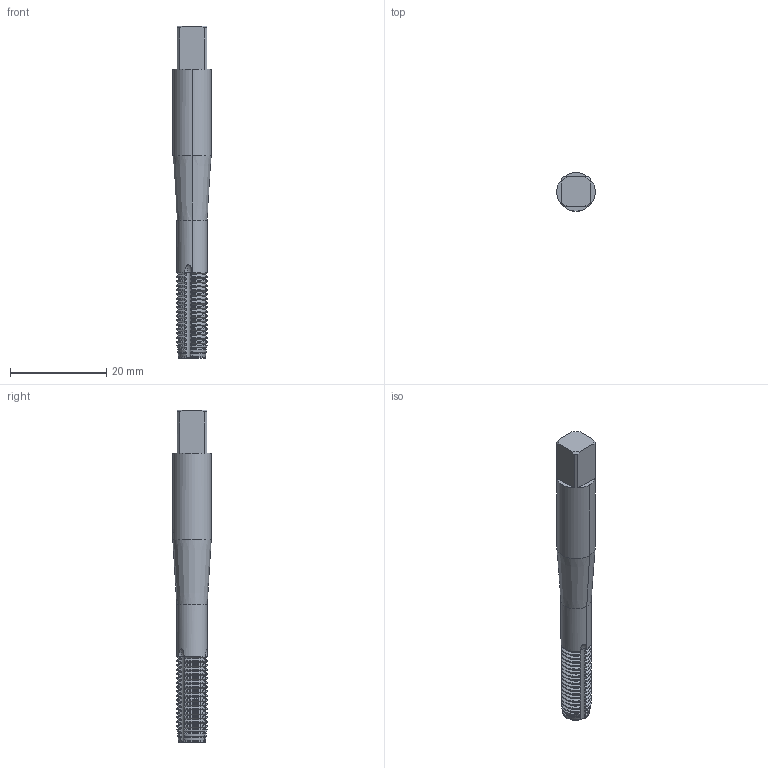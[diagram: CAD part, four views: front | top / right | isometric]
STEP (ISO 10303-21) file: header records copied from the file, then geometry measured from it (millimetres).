
FILE_DESCRIPTION(('no description'),'unknown implementation level');
FILE_NAME('1832200-Detail.stp',' ',('CIM GmbH Aachen'),('CADClick - KiM GmbH - www.kimweb.de'),'unknown preprocess','ACIS','unknown authorization');
FILE_SCHEMA(('automotive_design'));
Length unit declared in the file: millimetre
Products named in the file (2): 1; 2
Bounding box: 8 x 8 x 69.1 mm (x, y, z)
Volume: 2600.9 mm3; surface area: 2294.7 mm2
Topology: 2 solids, 2 shells, 465 faces, 1291 edges, 830 vertices
Faces by surface type: cone 235, cylinder 207, plane 17, torus 6
Entity records: 31560 total; most frequent: CARTESIAN_POINT 5397, STYLED_ITEM 2588, PRESENTATION_STYLE_ASSIGNMENT 2588, COLOUR_RGB 2588, ORIENTED_EDGE 2582, DIRECTION 2479, EDGE_CURVE 1291, CURVE_STYLE 1291
